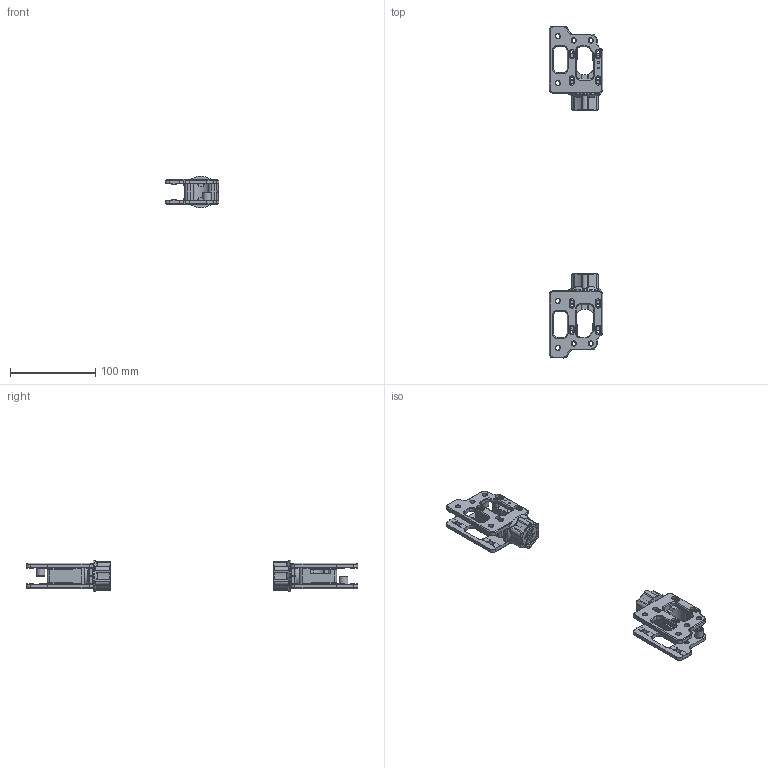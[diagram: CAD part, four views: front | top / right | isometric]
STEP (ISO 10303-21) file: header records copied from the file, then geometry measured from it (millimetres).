
FILE_DESCRIPTION(/* description */ (''),/* implementation_level */ '2;1');
FILE_NAME(/* name */ 'Legacy - V0.1 style tensioners.step',/* time_stamp */ '2022-01-09T12:41:48-06:00',/* author */ (''),/* organization */ (''),/* preprocessor_version */ 'ST-DEVELOPER v18.1',/* originating_system */ 'Autodesk Translation Framework v10.10.0.1391',/* authorisation */ '');
FILE_SCHEMA (('AUTOMOTIVE_DESIGN { 1 0 10303 214 3 1 1 }'));
Length unit declared in the file: millimetre
Products named in the file (7): Legacy - Delta-P; A_drive_top; A_drive_bottom; B_drive_bottom; B_drive_top; tensioner knob; tensioner
Assembly tree (8 placements, depth 2):
  Legacy - Delta-P
    A_drive_top
    tensioner  x2
    A_drive_bottom
    tensioner knob  x2
    B_drive_bottom
    B_drive_top
Bounding box: 63 x 390.37 x 37.48 mm (x, y, z)
Volume: 143036.4 mm3; surface area: 75673.4 mm2
Topology: 8 solids, 8 shells, 1511 faces, 3996 edges, 2506 vertices
Faces by surface type: plane 642, cylinder 487, cone 254, bspline 126, torus 2
Full cylindrical faces by diameter (mm): 1.9 x2, 3.3 x8, 4.434 x12, 5.12 x8, 5.4 x13, 10.2 x2, 25.157 x12, 28.5 x12, 37.482 x2
Entity records: 46347 total; most frequent: CARTESIAN_POINT 15533, ORIENTED_EDGE 6568, DIRECTION 6183, EDGE_CURVE 3284, AXIS2_PLACEMENT_3D 2112, VERTEX_POINT 2064, LINE 1959, VECTOR 1959
